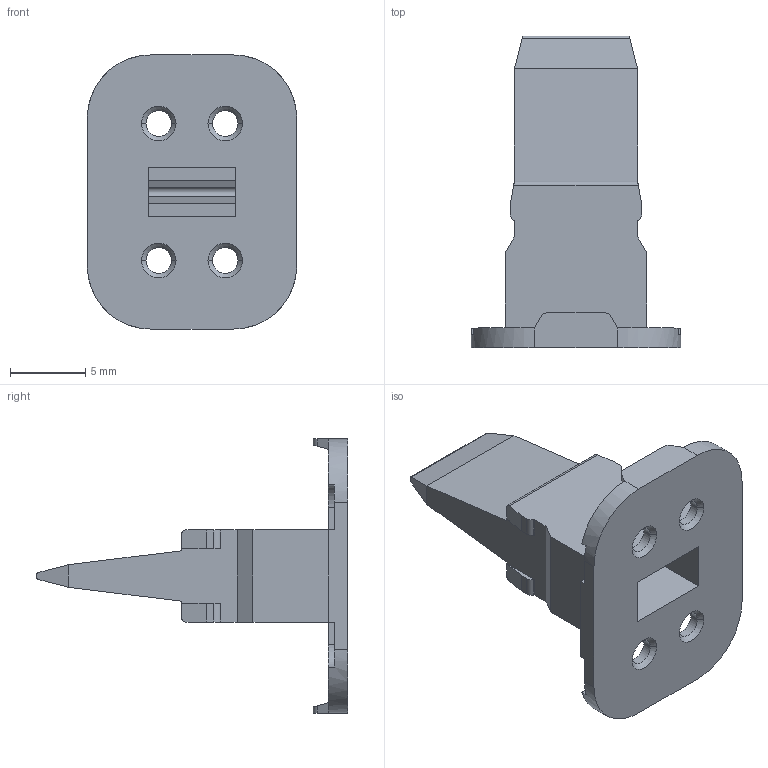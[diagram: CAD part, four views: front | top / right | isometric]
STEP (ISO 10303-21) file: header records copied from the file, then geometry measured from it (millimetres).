
FILE_DESCRIPTION((''),'2;1');
FILE_NAME('AW4S','2014-11-03T',('Orion.Li'),(''),'PRO/ENGINEER BY PARAMETRIC TECHNOLOGY CORPORATION, 2013230','PRO/ENGINEER BY PARAMETRIC TECHNOLOGY CORPORATION, 2013230','');
FILE_SCHEMA(('CONFIG_CONTROL_DESIGN'));
Length unit declared in the file: millimetre
Products named in the file (1): AW4S
Bounding box: 13.9 x 20.7 x 18.2 mm (x, y, z)
Volume: 774.8 mm3; surface area: 1261.7 mm2
Topology: 1 solids, 1 shells, 105 faces, 286 edges, 184 vertices
Faces by surface type: plane 69, cylinder 28, cone 8
Entity records: 3370 total; most frequent: CARTESIAN_POINT 633, ORIENTED_EDGE 572, DIRECTION 544, EDGE_CURVE 286, VECTOR 218, LINE 218, VERTEX_POINT 184, AXIS2_PLACEMENT_3D 163
